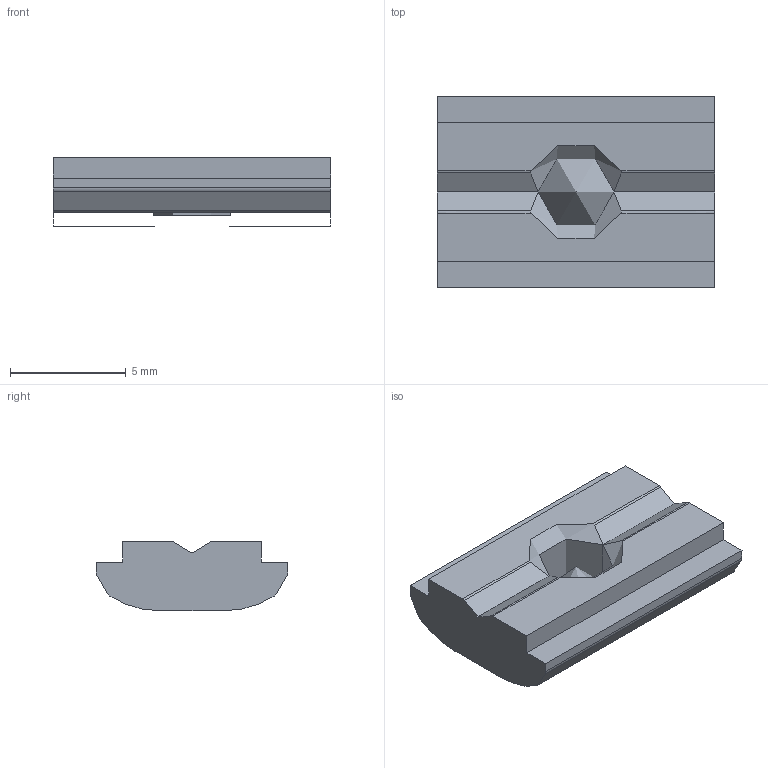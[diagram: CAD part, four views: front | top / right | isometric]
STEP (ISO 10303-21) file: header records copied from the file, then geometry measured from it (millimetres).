
FILE_DESCRIPTION (( 'STEP AP203' ), '1' );
FILE_NAME ('3_842_536_669_Bosch.step', '2024-06-04T13:40:06', ( '' ), ( '' ), 'SwSTEP 2.0', 'SolidWorks 2014', '' );
FILE_SCHEMA (( 'CONFIG_CONTROL_DESIGN' ));
Length unit declared in the file: millimetre
Products named in the file (1): 3_842_536_669_Bosch
Bounding box: 12 x 8.3 x 3 mm (x, y, z)
Topology: 0 solids, 3 shells, 33 faces, 90 edges, 59 vertices
Faces by surface type: plane 20, cylinder 10, cone 3
Full cylindrical faces by diameter (mm): 8 x2
Entity records: 1137 total; most frequent: CARTESIAN_POINT 228, ORIENTED_EDGE 180, DIRECTION 168, EDGE_CURVE 90, VECTOR 60, LINE 60, VERTEX_POINT 58, AXIS2_PLACEMENT_3D 54
